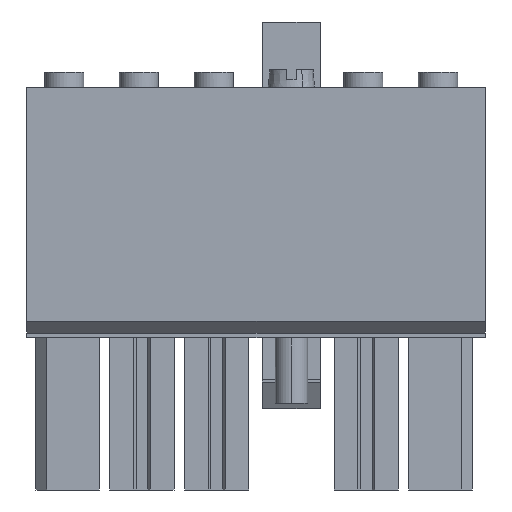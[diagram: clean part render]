
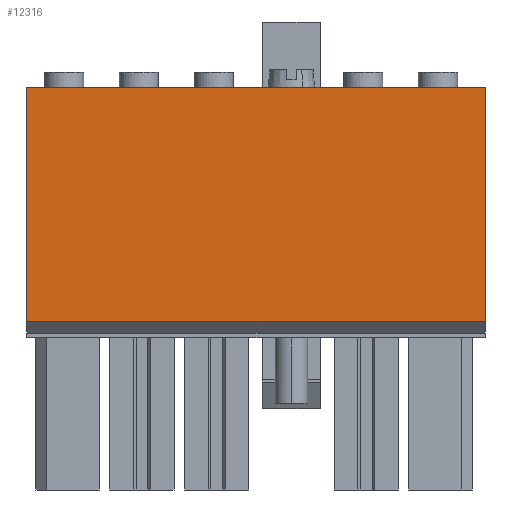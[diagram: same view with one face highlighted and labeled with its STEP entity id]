
A CAD part, front view. The second image highlights one B-rep face of the part: STEP entity #12316.
In plain terms, the highlighted planar face has unit normal (0, -1, 0).
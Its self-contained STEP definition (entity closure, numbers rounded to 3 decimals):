
#12296=AXIS2_PLACEMENT_3D('Plane Axis2P3D',#12293,#12294,#12295) ;
#5119=CARTESIAN_POINT('Line Origine',(23.36,0.,41.05)) ;
#5123=CARTESIAN_POINT('Vertex',(0.,0.,41.05)) ;
#5125=CARTESIAN_POINT('Vertex',(46.72,0.,41.05)) ;
#8115=CARTESIAN_POINT('Vertex',(46.72,0.,17.2)) ;
#8123=CARTESIAN_POINT('Line Origine',(46.72,0.,29.125)) ;
#12293=CARTESIAN_POINT('Axis2P3D Location',(0.,0.,17.2)) ;
#12298=CARTESIAN_POINT('Line Origine',(0.,0.,29.125)) ;
#12302=CARTESIAN_POINT('Vertex',(0.,0.,17.2)) ;
#12305=CARTESIAN_POINT('Line Origine',(23.36,0.,17.2)) ;
#5120=DIRECTION('Vector Direction',(1.,0.,0.)) ;
#8124=DIRECTION('Vector Direction',(0.,0.,1.)) ;
#12294=DIRECTION('Axis2P3D Direction',(0.,1.,0.)) ;
#12295=DIRECTION('Axis2P3D XDirection',(0.,0.,1.)) ;
#12299=DIRECTION('Vector Direction',(0.,0.,1.)) ;
#12306=DIRECTION('Vector Direction',(1.,0.,0.)) ;
#5121=VECTOR('Line Direction',#5120,1.) ;
#8125=VECTOR('Line Direction',#8124,1.) ;
#12300=VECTOR('Line Direction',#12299,1.) ;
#12307=VECTOR('Line Direction',#12306,1.) ;
#12311=ORIENTED_EDGE('',*,*,#5127,.F.) ;
#12312=ORIENTED_EDGE('',*,*,#12304,.F.) ;
#12313=ORIENTED_EDGE('',*,*,#12309,.T.) ;
#12314=ORIENTED_EDGE('',*,*,#8127,.T.) ;
#12316=ADVANCED_FACE('HOUSING',(#12315),#12297,.F.) ;
#5127=EDGE_CURVE('',#5124,#5126,#5122,.T.) ;
#8127=EDGE_CURVE('',#8116,#5126,#8126,.T.) ;
#12304=EDGE_CURVE('',#12303,#5124,#12301,.T.) ;
#12309=EDGE_CURVE('',#12303,#8116,#12308,.T.) ;
#12310=EDGE_LOOP('',(#12311,#12312,#12313,#12314)) ;
#12315=FACE_OUTER_BOUND('',#12310,.T.) ;
#5122=LINE('Line',#5119,#5121) ;
#8126=LINE('Line',#8123,#8125) ;
#12301=LINE('Line',#12298,#12300) ;
#12308=LINE('Line',#12305,#12307) ;
#12297=PLANE('',#12296) ;
#5124=VERTEX_POINT('',#5123) ;
#5126=VERTEX_POINT('',#5125) ;
#8116=VERTEX_POINT('',#8115) ;
#12303=VERTEX_POINT('',#12302) ;
